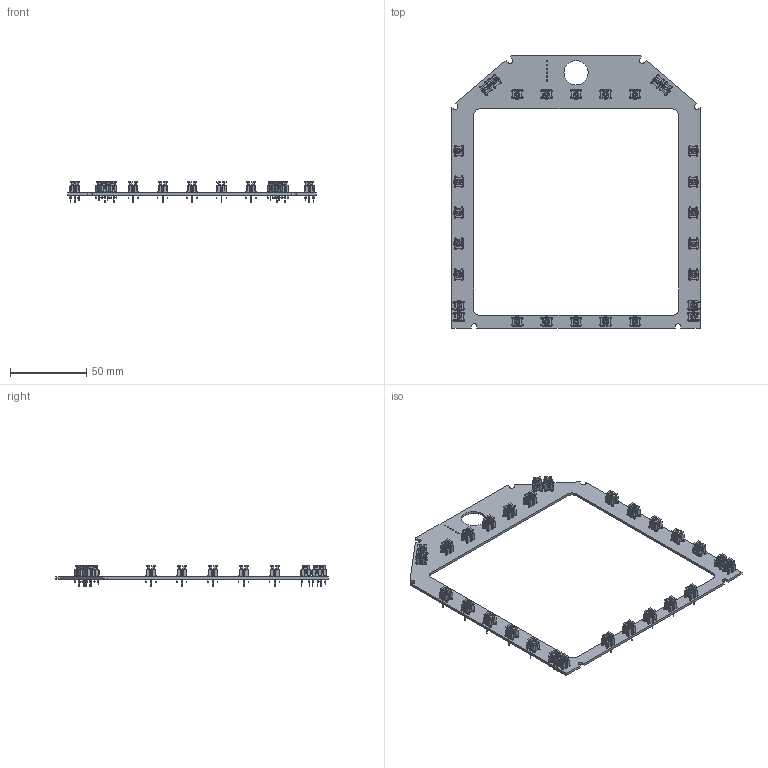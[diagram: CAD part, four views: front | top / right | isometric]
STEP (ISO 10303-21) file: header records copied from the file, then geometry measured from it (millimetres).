
FILE_DESCRIPTION(('KiCad electronic assembly'),'2;1');
FILE_NAME('AMPCD.step','2023-01-21T03:57:30',('Pcbnew'),('Kicad'), 'Open CASCADE STEP processor 7.6','KiCad to STEP converter','Unknown' );
FILE_SCHEMA(('AUTOMOTIVE_DESIGN { 1 0 10303 214 1 1 1 1 }'));
Length unit declared in the file: millimetre
Products named in the file (4): AMPCD 1; TL1240GQ; SOLID; AMPCD PCB
Assembly tree (30 placements, depth 3):
  AMPCD 1
    TL1240GQ  x28
      SOLID
    AMPCD PCB
Bounding box: 162.88 x 178.87 x 13.4 mm (x, y, z)
Volume: 18425.3 mm3; surface area: 36325 mm2
Topology: 29 solids, 29 shells, 8221 faces, 23761 edges, 15542 vertices
Faces by surface type: plane 6888, cylinder 1249, cone 56, bspline 28
Full cylindrical faces by diameter (mm): 0.762 x56, 1 x6, 1.1 x112, 15.85 x1
Entity records: 38835 total; most frequent: CARTESIAN_POINT 6226, DIRECTION 5841, LINE 3471, VECTOR 3471, ORIENTED_EDGE 2918, PCURVE 2918, DEFINITIONAL_REPRESENTATION 2918, EDGE_CURVE 1459
